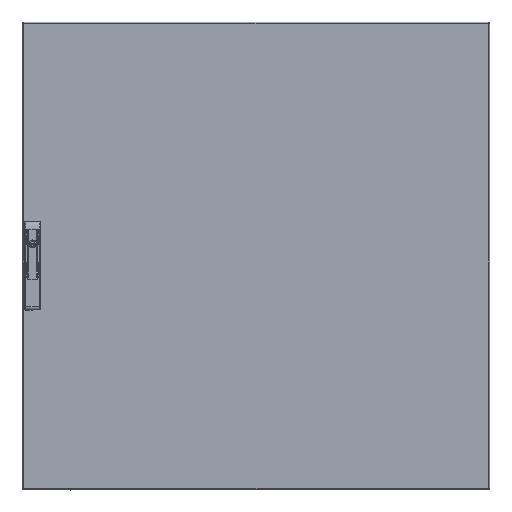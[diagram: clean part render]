
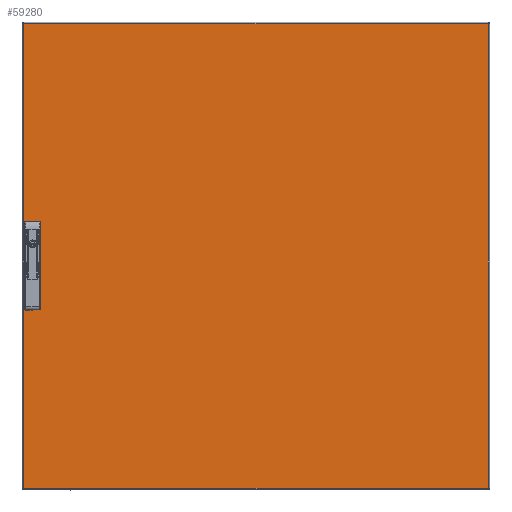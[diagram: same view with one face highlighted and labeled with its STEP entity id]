
A CAD part, top view. The second image highlights one B-rep face of the part: STEP entity #59280.
In plain terms, the highlighted planar face has unit normal (0, 0, 1).
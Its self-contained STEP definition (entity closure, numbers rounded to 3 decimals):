
#1286 = ORIENTED_EDGE ( 'NONE', *, *, #22279, .F. ) ;
#1287 = ORIENTED_EDGE ( 'NONE', *, *, #22278, .F. ) ;
#1288 = ORIENTED_EDGE ( 'NONE', *, *, #22277, .F. ) ;
#1289 = ORIENTED_EDGE ( 'NONE', *, *, #22276, .F. ) ;
#1290 = ORIENTED_EDGE ( 'NONE', *, *, #22275, .F. ) ;
#1291 = ORIENTED_EDGE ( 'NONE', *, *, #22274, .F. ) ;
#1292 = ORIENTED_EDGE ( 'NONE', *, *, #22273, .F. ) ;
#1293 = ORIENTED_EDGE ( 'NONE', *, *, #22272, .F. ) ;
#1294 = ORIENTED_EDGE ( 'NONE', *, *, #22271, .F. ) ;
#1295 = ORIENTED_EDGE ( 'NONE', *, *, #22270, .F. ) ;
#1296 = ORIENTED_EDGE ( 'NONE', *, *, #22269, .F. ) ;
#1297 = ORIENTED_EDGE ( 'NONE', *, *, #22268, .F. ) ;
#1298 = ORIENTED_EDGE ( 'NONE', *, *, #22267, .T. ) ;
#1299 = ORIENTED_EDGE ( 'NONE', *, *, #22266, .T. ) ;
#1300 = ORIENTED_EDGE ( 'NONE', *, *, #22265, .T. ) ;
#1301 = ORIENTED_EDGE ( 'NONE', *, *, #22264, .T. ) ;
#2134 = CARTESIAN_POINT ( 'NONE',  ( -494., 494.5, 0. ) ) ;
#2135 = CARTESIAN_POINT ( 'NONE',  ( -463., 50., 0. ) ) ;
#2137 = CARTESIAN_POINT ( 'NONE',  ( -471., -50., 0. ) ) ;
#2139 = CARTESIAN_POINT ( 'NONE',  ( -463., -50., 0. ) ) ;
#2140 = CARTESIAN_POINT ( 'NONE',  ( -480., 54.3, 0. ) ) ;
#2143 = CARTESIAN_POINT ( 'NONE',  ( -471., 50., 0. ) ) ;
#2145 = CARTESIAN_POINT ( 'NONE',  ( -471., 54.3, 0. ) ) ;
#2148 = CARTESIAN_POINT ( 'NONE',  ( -488., -50., 0. ) ) ;
#2150 = CARTESIAN_POINT ( 'NONE',  ( -480., 50., 0. ) ) ;
#2153 = CARTESIAN_POINT ( 'NONE',  ( -471., -54.3, 0. ) ) ;
#2155 = CARTESIAN_POINT ( 'NONE',  ( -480., -50., 0. ) ) ;
#2180 = CARTESIAN_POINT ( 'NONE',  ( -480., -54.3, 0. ) ) ;
#2182 = CARTESIAN_POINT ( 'NONE',  ( -488., 50., 0. ) ) ;
#2645 = CARTESIAN_POINT ( 'NONE',  ( 0., 0., 0. ) ) ;
#2649 = PLANE ( 'NONE',  #56773 ) ;
#2654 = DIRECTION ( 'NONE',  ( 0., 0., 1. ) ) ;
#2655 = DIRECTION ( 'NONE',  ( 1., 0., 0. ) ) ;
#3255 = CARTESIAN_POINT ( 'NONE',  ( 494., 494.5, 0. ) ) ;
#3256 = CARTESIAN_POINT ( 'NONE',  ( 494., -494.5, 0. ) ) ;
#3258 = CARTESIAN_POINT ( 'NONE',  ( -494., -494.5, 0. ) ) ;
#22264 = EDGE_CURVE ( 'NONE', #60086, #58590, #46295, .T. ) ;
#22265 = EDGE_CURVE ( 'NONE', #60087, #60086, #46293, .T. ) ;
#22266 = EDGE_CURVE ( 'NONE', #60089, #60087, #46301, .T. ) ;
#22267 = EDGE_CURVE ( 'NONE', #58590, #60089, #46304, .T. ) ;
#22268 = EDGE_CURVE ( 'NONE', #58611, #58593, #46307, .T. ) ;
#22269 = EDGE_CURVE ( 'NONE', #58593, #58595, #46311, .T. ) ;
#22270 = EDGE_CURVE ( 'NONE', #58595, #58598, #46313, .T. ) ;
#22271 = EDGE_CURVE ( 'NONE', #58598, #58600, #46317, .T. ) ;
#22272 = EDGE_CURVE ( 'NONE', #58600, #58602, #46320, .T. ) ;
#22273 = EDGE_CURVE ( 'NONE', #58602, #58604, #46324, .T. ) ;
#22274 = EDGE_CURVE ( 'NONE', #58604, #58608, #46326, .T. ) ;
#22275 = EDGE_CURVE ( 'NONE', #58608, #58644, #46328, .T. ) ;
#22276 = EDGE_CURVE ( 'NONE', #58644, #58606, #46331, .T. ) ;
#22277 = EDGE_CURVE ( 'NONE', #58606, #58613, #43989, .T. ) ;
#22278 = EDGE_CURVE ( 'NONE', #58613, #58642, #43992, .T. ) ;
#22279 = EDGE_CURVE ( 'NONE', #58642, #58611, #43991, .T. ) ;
#25555 = VECTOR ( 'NONE', #27448, 1000. ) ;
#27387 = CARTESIAN_POINT ( 'NONE',  ( 494., -497.5, 0. ) ) ;
#27389 = DIRECTION ( 'NONE',  ( 0., -1., 0. ) ) ;
#27398 = CARTESIAN_POINT ( 'NONE',  ( 494., 494.5, 0. ) ) ;
#27400 = CARTESIAN_POINT ( 'NONE',  ( -480., 50., 0. ) ) ;
#27401 = DIRECTION ( 'NONE',  ( -1., 0., 0. ) ) ;
#27402 = DIRECTION ( 'NONE',  ( 0., 1., 0. ) ) ;
#27406 = CARTESIAN_POINT ( 'NONE',  ( -494., -494.5, 0. ) ) ;
#27407 = DIRECTION ( 'NONE',  ( 1., 0., 0. ) ) ;
#27409 = CARTESIAN_POINT ( 'NONE',  ( -494., 497.5, 0. ) ) ;
#27412 = DIRECTION ( 'NONE',  ( 0., -1., 0. ) ) ;
#27413 = CARTESIAN_POINT ( 'NONE',  ( -471., -54.3, 0. ) ) ;
#27415 = DIRECTION ( 'NONE',  ( 0., 1., 0. ) ) ;
#27417 = CARTESIAN_POINT ( 'NONE',  ( -471., -50., 0. ) ) ;
#27419 = DIRECTION ( 'NONE',  ( 1., 0., 0. ) ) ;
#27420 = CARTESIAN_POINT ( 'NONE',  ( -463., 50., 0. ) ) ;
#27423 = DIRECTION ( 'NONE',  ( 0., 1., 0. ) ) ;
#27425 = CARTESIAN_POINT ( 'NONE',  ( -471., 50., 0. ) ) ;
#27426 = DIRECTION ( 'NONE',  ( -1., 0., 0. ) ) ;
#27428 = CARTESIAN_POINT ( 'NONE',  ( -471., 50., 0. ) ) ;
#27431 = DIRECTION ( 'NONE',  ( 0., 1., 0. ) ) ;
#27437 = CARTESIAN_POINT ( 'NONE',  ( -475.5, 54.3, 0. ) ) ;
#27438 = DIRECTION ( 'NONE',  ( 0., 0., 1. ) ) ;
#27439 = DIRECTION ( 'NONE',  ( 1., 0., 0. ) ) ;
#27442 = CARTESIAN_POINT ( 'NONE',  ( -488., 50., 0. ) ) ;
#27444 = DIRECTION ( 'NONE',  ( -1., 0., 0. ) ) ;
#27445 = CARTESIAN_POINT ( 'NONE',  ( -488., 50., 0. ) ) ;
#27448 = DIRECTION ( 'NONE',  ( 0., -1., 0. ) ) ;
#27450 = CARTESIAN_POINT ( 'NONE',  ( -488., -50., 0. ) ) ;
#27451 = DIRECTION ( 'NONE',  ( 1., 0., 0. ) ) ;
#27453 = CARTESIAN_POINT ( 'NONE',  ( -480., -54.3, 0. ) ) ;
#27456 = DIRECTION ( 'NONE',  ( 0., -1., 0. ) ) ;
#27462 = CARTESIAN_POINT ( 'NONE',  ( -475.5, -54.3, 0. ) ) ;
#27463 = DIRECTION ( 'NONE',  ( 0., 0., 1. ) ) ;
#27464 = DIRECTION ( 'NONE',  ( 1., 0., 0. ) ) ;
#39087 = FACE_BOUND ( 'NONE', #51776, .T. ) ;
#39090 = FACE_OUTER_BOUND ( 'NONE', #51777, .T. ) ;
#43989 = LINE ( 'NONE', #27450, #43990 ) ;
#43990 = VECTOR ( 'NONE', #27451, 1000. ) ;
#43991 = CIRCLE ( 'NONE', #45016, 4.5 ) ;
#43992 = LINE ( 'NONE', #27453, #43993 ) ;
#43993 = VECTOR ( 'NONE', #27456, 1000. ) ;
#45015 = AXIS2_PLACEMENT_3D ( 'NONE', #27437, #27438, #27439 ) ;
#45016 = AXIS2_PLACEMENT_3D ( 'NONE', #27462, #27463, #27464 ) ;
#46293 = LINE ( 'NONE', #27387, #46302 ) ;
#46295 = LINE ( 'NONE', #27398, #46299 ) ;
#46299 = VECTOR ( 'NONE', #27401, 1000. ) ;
#46301 = LINE ( 'NONE', #27406, #46306 ) ;
#46302 = VECTOR ( 'NONE', #27402, 1000. ) ;
#46304 = LINE ( 'NONE', #27409, #46309 ) ;
#46306 = VECTOR ( 'NONE', #27407, 1000. ) ;
#46307 = LINE ( 'NONE', #27413, #46312 ) ;
#46309 = VECTOR ( 'NONE', #27412, 1000. ) ;
#46311 = LINE ( 'NONE', #27417, #46315 ) ;
#46312 = VECTOR ( 'NONE', #27415, 1000. ) ;
#46313 = LINE ( 'NONE', #27420, #46319 ) ;
#46315 = VECTOR ( 'NONE', #27419, 1000. ) ;
#46317 = LINE ( 'NONE', #27425, #46322 ) ;
#46319 = VECTOR ( 'NONE', #27423, 1000. ) ;
#46320 = LINE ( 'NONE', #27428, #46325 ) ;
#46322 = VECTOR ( 'NONE', #27426, 1000. ) ;
#46324 = CIRCLE ( 'NONE', #45015, 4.5 ) ;
#46325 = VECTOR ( 'NONE', #27431, 1000. ) ;
#46326 = LINE ( 'NONE', #27400, #46329 ) ;
#46328 = LINE ( 'NONE', #27442, #46332 ) ;
#46329 = VECTOR ( 'NONE', #27389, 1000. ) ;
#46331 = LINE ( 'NONE', #27445, #25555 ) ;
#46332 = VECTOR ( 'NONE', #27444, 1000. ) ;
#51776 = EDGE_LOOP ( 'NONE', ( #1286, #1287, #1288, #1289, #1290, #1291, #1292, #1293, #1294, #1295, #1296, #1297 ) ) ;
#51777 = EDGE_LOOP ( 'NONE', ( #1298, #1299, #1300, #1301 ) ) ;
#56773 = AXIS2_PLACEMENT_3D ( 'NONE', #2645, #2654, #2655 ) ;
#58590 = VERTEX_POINT ( 'NONE', #2134 ) ;
#58593 = VERTEX_POINT ( 'NONE', #2137 ) ;
#58595 = VERTEX_POINT ( 'NONE', #2139 ) ;
#58598 = VERTEX_POINT ( 'NONE', #2135 ) ;
#58600 = VERTEX_POINT ( 'NONE', #2143 ) ;
#58602 = VERTEX_POINT ( 'NONE', #2145 ) ;
#58604 = VERTEX_POINT ( 'NONE', #2140 ) ;
#58606 = VERTEX_POINT ( 'NONE', #2148 ) ;
#58608 = VERTEX_POINT ( 'NONE', #2150 ) ;
#58611 = VERTEX_POINT ( 'NONE', #2153 ) ;
#58613 = VERTEX_POINT ( 'NONE', #2155 ) ;
#58642 = VERTEX_POINT ( 'NONE', #2180 ) ;
#58644 = VERTEX_POINT ( 'NONE', #2182 ) ;
#59280 = ADVANCED_FACE ( 'NONE', ( #39087, #39090 ), #2649, .T. ) ;
#60086 = VERTEX_POINT ( 'NONE', #3255 ) ;
#60087 = VERTEX_POINT ( 'NONE', #3256 ) ;
#60089 = VERTEX_POINT ( 'NONE', #3258 ) ;
